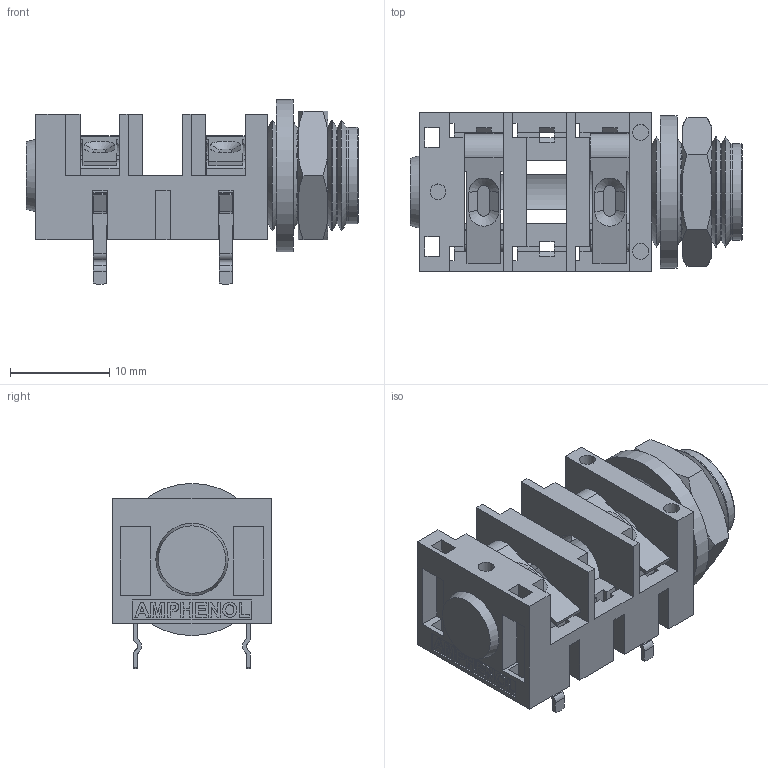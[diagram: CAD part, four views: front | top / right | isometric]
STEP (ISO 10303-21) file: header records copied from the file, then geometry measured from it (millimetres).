
FILE_DESCRIPTION(/* description */ (''),/* implementation_level */ '2;1');
FILE_NAME(/* name */ 'ACJM-MHDR.stp',/* time_stamp */ '2020-10-15T11:21:30+11:00',/* author */ ('minh'),/* organization */ (''),/* preprocessor_version */ 'ST-DEVELOPER v18.1',/* originating_system */ 'Autodesk Inventor 2021',/* authorisation */ ', , ');
FILE_SCHEMA (('AUTOMOTIVE_DESIGN { 1 0 10303 214 3 1 1 }'));
Length unit declared in the file: millimetre
Products named in the file (13): ACJM-MHDR; 53480012531114; PART1; 50300030331112; PART1_1; 50300027331113; PART1_2; 50300026BENDISS2; PART2; 52770001901111; PART1_3; 52170017331110; PART1_4
Assembly tree (14 placements, depth 3):
  ACJM-MHDR
    53480012531114
      PART1
    50300030331112
      PART1_1
    50300027331113  x2
      PART1_2
    50300026BENDISS2  x2
      PART2
    52770001901111
      PART1_3
    52170017331110
      PART1_4
Bounding box: 33.5 x 16 x 18.68 mm (x, y, z)
Volume: 3127.3 mm3; surface area: 5611.1 mm2
Topology: 8 solids, 8 shells, 587 faces, 1599 edges, 1034 vertices
Faces by surface type: plane 416, cylinder 90, cone 49, bspline 31, torus 1
Full cylindrical faces by diameter (mm): 1.6 x6, 6.45 x1, 6.5 x1, 7.1 x2, 7.7 x4, 9.7 x12, 11.1 x11, 11.3 x1, 15.35 x1
Entity records: 16369 total; most frequent: CARTESIAN_POINT 3268, ORIENTED_EDGE 2758, DIRECTION 2462, EDGE_CURVE 1379, LINE 1110, VECTOR 1110, VERTEX_POINT 890, AXIS2_PLACEMENT_3D 676
